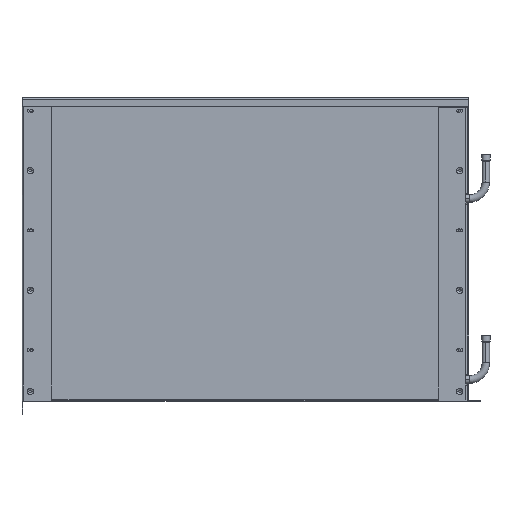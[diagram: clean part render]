
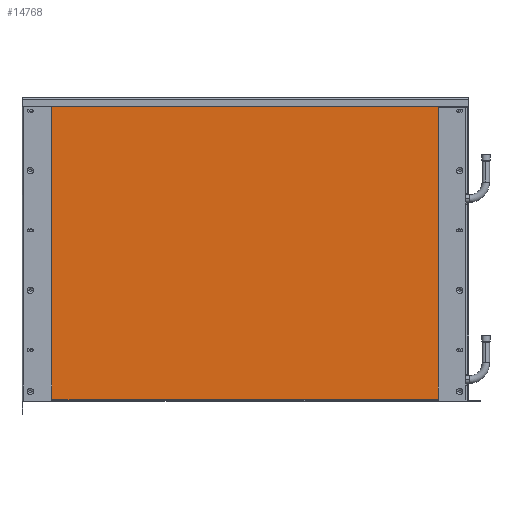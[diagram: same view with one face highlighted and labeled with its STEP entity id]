
A CAD part, top view. The second image highlights one B-rep face of the part: STEP entity #14768.
In plain terms, the highlighted face is planar.
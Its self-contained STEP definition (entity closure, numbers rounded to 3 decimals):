
#14587=DIRECTION('',(0.,1.,0.));
#14588=VECTOR('',#14587,500.4);
#14589=CARTESIAN_POINT('',(444.285,-211.176,-8.));
#14590=LINE('',#14589,#14588);
#14643=DIRECTION('',(1.,0.,0.));
#14644=VECTOR('',#14643,680.);
#14645=CARTESIAN_POINT('',(-235.715,289.224,-8.));
#14646=LINE('',#14645,#14644);
#14647=DIRECTION('',(-1.,0.,0.));
#14648=VECTOR('',#14647,680.);
#14649=CARTESIAN_POINT('',(444.285,-211.176,-8.));
#14650=LINE('',#14649,#14648);
#14651=DIRECTION('',(0.,-1.,0.));
#14652=VECTOR('',#14651,500.4);
#14653=CARTESIAN_POINT('',(-235.715,289.224,-8.));
#14654=LINE('',#14653,#14652);
#14673=CARTESIAN_POINT('',(444.285,-211.176,-8.));
#14674=CARTESIAN_POINT('',(444.285,289.224,-8.));
#14675=VERTEX_POINT('',#14673);
#14676=VERTEX_POINT('',#14674);
#14677=CARTESIAN_POINT('',(-235.715,289.224,-8.));
#14678=VERTEX_POINT('',#14677);
#14681=CARTESIAN_POINT('',(-235.715,-211.176,-8.));
#14682=VERTEX_POINT('',#14681);
#14756=CARTESIAN_POINT('',(-241.715,289.224,-8.));
#14757=DIRECTION('',(0.,0.,1.));
#14758=DIRECTION('',(1.,0.,0.));
#14759=AXIS2_PLACEMENT_3D('',#14756,#14757,#14758);
#14760=PLANE('',#14759);
#14761=ORIENTED_EDGE('',*,*,#14718,.F.);
#14763=ORIENTED_EDGE('',*,*,#14762,.T.);
#14764=ORIENTED_EDGE('',*,*,#14744,.F.);
#14765=ORIENTED_EDGE('',*,*,#14694,.T.);
#14766=EDGE_LOOP('',(#14761,#14763,#14764,#14765));
#14767=FACE_OUTER_BOUND('',#14766,.F.);
#14768=ADVANCED_FACE('',(#14767),#14760,.F.);
#14694=EDGE_CURVE('',#14675,#14676,#14590,.T.);
#14718=EDGE_CURVE('',#14678,#14676,#14646,.T.);
#14744=EDGE_CURVE('',#14675,#14682,#14650,.T.);
#14762=EDGE_CURVE('',#14678,#14682,#14654,.T.);
